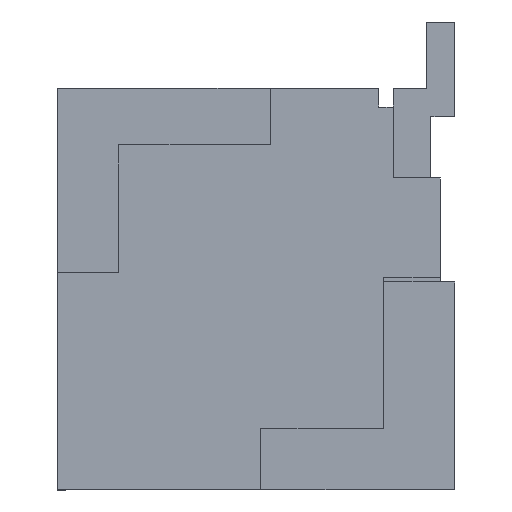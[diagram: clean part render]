
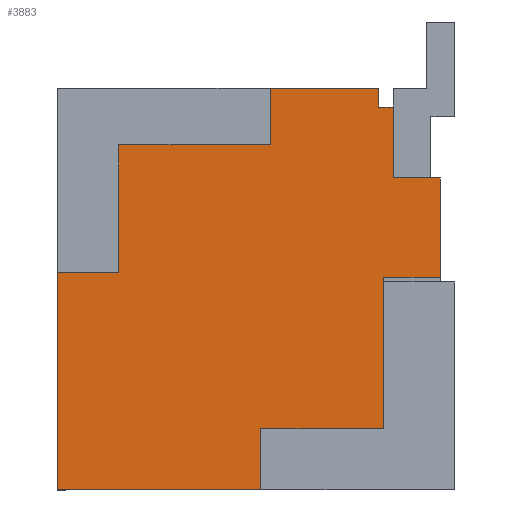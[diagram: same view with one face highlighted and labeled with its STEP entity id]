
A CAD part, left-side view. The second image highlights one B-rep face of the part: STEP entity #3883.
In plain terms, the highlighted planar face has unit normal (-1, 0, 0).
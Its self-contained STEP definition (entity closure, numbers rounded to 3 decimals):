
#3338 = FACE_OUTER_BOUND ( 'NONE', #3884, .T. ) ;
#3373 = DIRECTION ( 'NONE',  ( 0., -1., 0. ) ) ;
#3374 = DIRECTION ( 'NONE',  ( 1., 0., 0. ) ) ;
#3375 = CARTESIAN_POINT ( 'NONE',  ( -22., 3.875, 3.725 ) ) ;
#3376 = AXIS2_PLACEMENT_3D ( 'NONE', #3375, #3374, #3373 ) ;
#3377 = PLANE ( 'NONE',  #3376 ) ;
#3379 = CARTESIAN_POINT ( 'NONE',  ( -22., 0.475, 3.725 ) ) ;
#3382 = DIRECTION ( 'NONE',  ( 0., 0., 1. ) ) ;
#3383 = VECTOR ( 'NONE', #3382, 1000. ) ;
#3384 = CARTESIAN_POINT ( 'NONE',  ( -22., 0.475, 3.525 ) ) ;
#3385 = LINE ( 'NONE', #3384, #3383 ) ;
#3386 = CARTESIAN_POINT ( 'NONE',  ( -22., 0.475, 3.525 ) ) ;
#3387 = DIRECTION ( 'NONE',  ( 0., 1., 0. ) ) ;
#3388 = VECTOR ( 'NONE', #3387, 1000. ) ;
#3389 = CARTESIAN_POINT ( 'NONE',  ( -22., 0.325, 3.525 ) ) ;
#3390 = LINE ( 'NONE', #3389, #3388 ) ;
#3391 = CARTESIAN_POINT ( 'NONE',  ( -22., 0.325, 3.525 ) ) ;
#3405 = CARTESIAN_POINT ( 'NONE',  ( -22., -0.175, 2.775 ) ) ;
#3406 = LINE ( 'NONE', #3405, #3463 ) ;
#3407 = CARTESIAN_POINT ( 'NONE',  ( -22., -0.175, 2.775 ) ) ;
#3412 = DIRECTION ( 'NONE',  ( 0., 0., 1. ) ) ;
#3413 = VECTOR ( 'NONE', #3412, 1000. ) ;
#3414 = CARTESIAN_POINT ( 'NONE',  ( -22., 0.425, 0.125 ) ) ;
#3415 = LINE ( 'NONE', #3414, #3413 ) ;
#3416 = CARTESIAN_POINT ( 'NONE',  ( -22., 0.425, 0.125 ) ) ;
#3417 = DIRECTION ( 'NONE',  ( 0., -1., 0. ) ) ;
#3418 = VECTOR ( 'NONE', #3417, 1000. ) ;
#3419 = CARTESIAN_POINT ( 'NONE',  ( -22., 1.725, 0.125 ) ) ;
#3420 = LINE ( 'NONE', #3419, #3418 ) ;
#3426 = DIRECTION ( 'NONE',  ( 0., 0., -1. ) ) ;
#3427 = VECTOR ( 'NONE', #3426, 1000. ) ;
#3428 = CARTESIAN_POINT ( 'NONE',  ( -22., 3.225, 1.775 ) ) ;
#3429 = LINE ( 'NONE', #3428, #3427 ) ;
#3430 = CARTESIAN_POINT ( 'NONE',  ( -22., 3.225, 3.125 ) ) ;
#3431 = DIRECTION ( 'NONE',  ( 0., -1., 0. ) ) ;
#3432 = VECTOR ( 'NONE', #3431, 1000. ) ;
#3433 = CARTESIAN_POINT ( 'NONE',  ( -22., 3.875, 3.725 ) ) ;
#3434 = LINE ( 'NONE', #3433, #3432 ) ;
#3457 = DIRECTION ( 'NONE',  ( 0., 0., 1. ) ) ;
#3458 = VECTOR ( 'NONE', #3457, 1000. ) ;
#3459 = CARTESIAN_POINT ( 'NONE',  ( -22., 0.325, 2.775 ) ) ;
#3460 = LINE ( 'NONE', #3459, #3458 ) ;
#3461 = CARTESIAN_POINT ( 'NONE',  ( -22., 0.325, 2.775 ) ) ;
#3462 = DIRECTION ( 'NONE',  ( 0., 1., 0. ) ) ;
#3463 = VECTOR ( 'NONE', #3462, 1000. ) ;
#3464 = CARTESIAN_POINT ( 'NONE',  ( -22., 3.875, -0.525 ) ) ;
#3504 = DIRECTION ( 'NONE',  ( 0., 0., 1. ) ) ;
#3505 = VECTOR ( 'NONE', #3504, 1000. ) ;
#3506 = CARTESIAN_POINT ( 'NONE',  ( -22., 3.875, 3.725 ) ) ;
#3507 = LINE ( 'NONE', #3506, #3505 ) ;
#3508 = CARTESIAN_POINT ( 'NONE',  ( -22., 3.875, 1.775 ) ) ;
#3509 = DIRECTION ( 'NONE',  ( 0., 1., 0. ) ) ;
#3510 = VECTOR ( 'NONE', #3509, 1000. ) ;
#3511 = CARTESIAN_POINT ( 'NONE',  ( -22., 3.875, 1.775 ) ) ;
#3512 = LINE ( 'NONE', #3511, #3510 ) ;
#3513 = CARTESIAN_POINT ( 'NONE',  ( -22., 3.225, 1.775 ) ) ;
#3520 = CARTESIAN_POINT ( 'NONE',  ( -22., 1.725, 0.125 ) ) ;
#3521 = DIRECTION ( 'NONE',  ( 0., 0., 1. ) ) ;
#3522 = VECTOR ( 'NONE', #3521, 1000. ) ;
#3523 = CARTESIAN_POINT ( 'NONE',  ( -22., 1.725, -0.525 ) ) ;
#3524 = LINE ( 'NONE', #3523, #3522 ) ;
#3525 = CARTESIAN_POINT ( 'NONE',  ( -22., 1.725, -0.525 ) ) ;
#3526 = DIRECTION ( 'NONE',  ( 0., -1., 0. ) ) ;
#3527 = VECTOR ( 'NONE', #3526, 1000. ) ;
#3528 = CARTESIAN_POINT ( 'NONE',  ( -22., 3.875, -0.525 ) ) ;
#3529 = LINE ( 'NONE', #3528, #3527 ) ;
#3530 = CARTESIAN_POINT ( 'NONE',  ( -22., 1.625, 3.125 ) ) ;
#3531 = LINE ( 'NONE', #3530, #3587 ) ;
#3536 = DIRECTION ( 'NONE',  ( 0., 0., 1. ) ) ;
#3537 = VECTOR ( 'NONE', #3536, 1000. ) ;
#3538 = CARTESIAN_POINT ( 'NONE',  ( -22., -0.175, 3.725 ) ) ;
#3539 = LINE ( 'NONE', #3538, #3537 ) ;
#3540 = CARTESIAN_POINT ( 'NONE',  ( -22., -0.175, 1.725 ) ) ;
#3541 = DIRECTION ( 'NONE',  ( 0., -1., 0. ) ) ;
#3542 = VECTOR ( 'NONE', #3541, 1000. ) ;
#3543 = CARTESIAN_POINT ( 'NONE',  ( -22., 0.425, 1.725 ) ) ;
#3544 = LINE ( 'NONE', #3543, #3542 ) ;
#3545 = CARTESIAN_POINT ( 'NONE',  ( -22., 0.425, 1.725 ) ) ;
#3579 = DIRECTION ( 'NONE',  ( 0., 1., 0. ) ) ;
#3580 = VECTOR ( 'NONE', #3579, 1000. ) ;
#3581 = CARTESIAN_POINT ( 'NONE',  ( -22., 3.225, 3.125 ) ) ;
#3582 = LINE ( 'NONE', #3581, #3580 ) ;
#3584 = CARTESIAN_POINT ( 'NONE',  ( -22., 1.625, 3.125 ) ) ;
#3585 = CARTESIAN_POINT ( 'NONE',  ( -22., 1.625, 3.725 ) ) ;
#3586 = DIRECTION ( 'NONE',  ( 0., 0., -1. ) ) ;
#3587 = VECTOR ( 'NONE', #3586, 1000. ) ;
#3883 = ADVANCED_FACE ( 'NONE', ( #3338 ), #3377, .F. ) ;
#3884 = EDGE_LOOP ( 'NONE', ( #4004, #4008, #3921, #3975, #3978, #3964, #3967, #3926, #3929, #3998, #4001, #3936, #3939, #3906, #3909, #3918 ) ) ;
#3905 = VERTEX_POINT ( 'NONE', #3391 ) ;
#3906 = ORIENTED_EDGE ( 'NONE', *, *, #3907, .T. ) ;
#3907 = EDGE_CURVE ( 'NONE', #3905, #3908, #3390, .T. ) ;
#3908 = VERTEX_POINT ( 'NONE', #3386 ) ;
#3909 = ORIENTED_EDGE ( 'NONE', *, *, #3910, .T. ) ;
#3910 = EDGE_CURVE ( 'NONE', #3908, #3917, #3385, .T. ) ;
#3917 = VERTEX_POINT ( 'NONE', #3379 ) ;
#3918 = ORIENTED_EDGE ( 'NONE', *, *, #3919, .F. ) ;
#3919 = EDGE_CURVE ( 'NONE', #4006, #3917, #3434, .T. ) ;
#3920 = VERTEX_POINT ( 'NONE', #3430 ) ;
#3921 = ORIENTED_EDGE ( 'NONE', *, *, #3922, .T. ) ;
#3922 = EDGE_CURVE ( 'NONE', #3920, #3974, #3429, .T. ) ;
#3926 = ORIENTED_EDGE ( 'NONE', *, *, #3927, .T. ) ;
#3927 = EDGE_CURVE ( 'NONE', #3969, #3928, #3420, .T. ) ;
#3928 = VERTEX_POINT ( 'NONE', #3416 ) ;
#3929 = ORIENTED_EDGE ( 'NONE', *, *, #3930, .T. ) ;
#3930 = EDGE_CURVE ( 'NONE', #3928, #3997, #3415, .T. ) ;
#3935 = VERTEX_POINT ( 'NONE', #3407 ) ;
#3936 = ORIENTED_EDGE ( 'NONE', *, *, #3937, .T. ) ;
#3937 = EDGE_CURVE ( 'NONE', #3935, #3938, #3406, .T. ) ;
#3938 = VERTEX_POINT ( 'NONE', #3461 ) ;
#3939 = ORIENTED_EDGE ( 'NONE', *, *, #3940, .T. ) ;
#3940 = EDGE_CURVE ( 'NONE', #3938, #3905, #3460, .T. ) ;
#3963 = VERTEX_POINT ( 'NONE', #3464 ) ;
#3964 = ORIENTED_EDGE ( 'NONE', *, *, #3965, .T. ) ;
#3965 = EDGE_CURVE ( 'NONE', #3963, #3966, #3529, .T. ) ;
#3966 = VERTEX_POINT ( 'NONE', #3525 ) ;
#3967 = ORIENTED_EDGE ( 'NONE', *, *, #3968, .T. ) ;
#3968 = EDGE_CURVE ( 'NONE', #3966, #3969, #3524, .T. ) ;
#3969 = VERTEX_POINT ( 'NONE', #3520 ) ;
#3974 = VERTEX_POINT ( 'NONE', #3513 ) ;
#3975 = ORIENTED_EDGE ( 'NONE', *, *, #3976, .T. ) ;
#3976 = EDGE_CURVE ( 'NONE', #3974, #3977, #3512, .T. ) ;
#3977 = VERTEX_POINT ( 'NONE', #3508 ) ;
#3978 = ORIENTED_EDGE ( 'NONE', *, *, #3979, .F. ) ;
#3979 = EDGE_CURVE ( 'NONE', #3963, #3977, #3507, .T. ) ;
#3997 = VERTEX_POINT ( 'NONE', #3545 ) ;
#3998 = ORIENTED_EDGE ( 'NONE', *, *, #3999, .T. ) ;
#3999 = EDGE_CURVE ( 'NONE', #3997, #4000, #3544, .T. ) ;
#4000 = VERTEX_POINT ( 'NONE', #3540 ) ;
#4001 = ORIENTED_EDGE ( 'NONE', *, *, #4002, .T. ) ;
#4002 = EDGE_CURVE ( 'NONE', #4000, #3935, #3539, .T. ) ;
#4004 = ORIENTED_EDGE ( 'NONE', *, *, #4005, .T. ) ;
#4005 = EDGE_CURVE ( 'NONE', #4006, #4007, #3531, .T. ) ;
#4006 = VERTEX_POINT ( 'NONE', #3585 ) ;
#4007 = VERTEX_POINT ( 'NONE', #3584 ) ;
#4008 = ORIENTED_EDGE ( 'NONE', *, *, #4009, .T. ) ;
#4009 = EDGE_CURVE ( 'NONE', #4007, #3920, #3582, .T. ) ;
